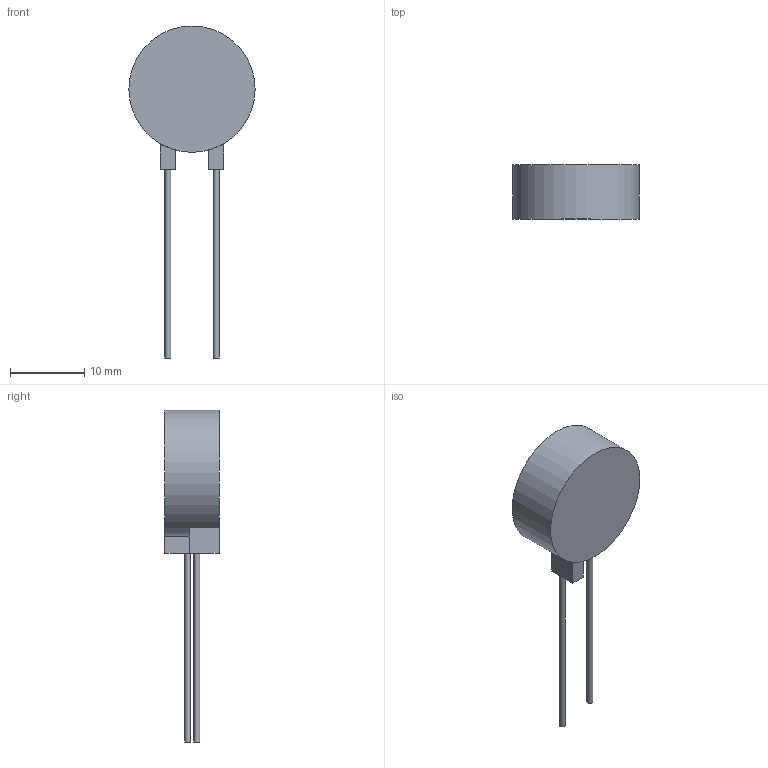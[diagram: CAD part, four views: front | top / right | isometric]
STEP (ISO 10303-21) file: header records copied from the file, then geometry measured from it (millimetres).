
FILE_DESCRIPTION(/* description */ (''),/* implementation_level */ '2;1');
FILE_NAME(/* name */ 'c8dc129b-6b80-4a27-8c43-3b01b8abcefc.stp',/* time_stamp */ '2021-11-07T20:50:10+00:00',/* author */ (''),/* organization */ (''),/* preprocessor_version */ 'ST-DEVELOPER v18.1',/* originating_system */ 'Autodesk Translation Framework v10.10.0.1391',/* authorisation */ '');
FILE_SCHEMA (('AUTOMOTIVE_DESIGN { 1 0 10303 214 3 1 1 }'));
Length unit declared in the file: millimetre
Products named in the file (1): Varistor
Bounding box: 17 x 7.3 x 44.68 mm (x, y, z)
Volume: 1729.7 mm3; surface area: 1078.5 mm2
Topology: 5 solids, 5 shells, 21 faces, 33 edges, 22 vertices
Faces by surface type: plane 16, cylinder 5
Full cylindrical faces by diameter (mm): 0.8 x2, 17 x1
Entity records: 520 total; most frequent: DIRECTION 87, CARTESIAN_POINT 77, ORIENTED_EDGE 66, EDGE_CURVE 33, AXIS2_PLACEMENT_3D 32, LINE 23, VECTOR 23, VERTEX_POINT 22
